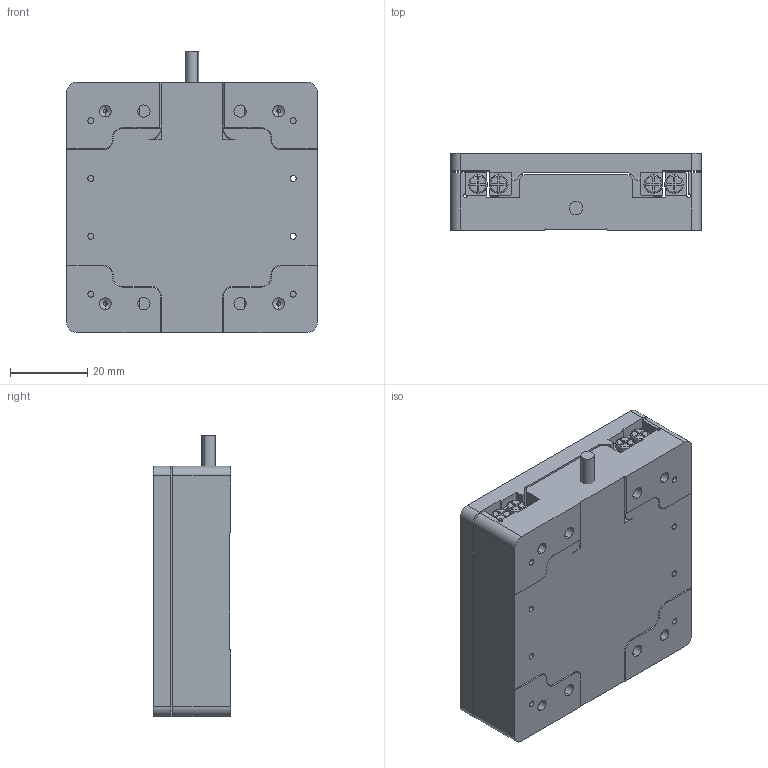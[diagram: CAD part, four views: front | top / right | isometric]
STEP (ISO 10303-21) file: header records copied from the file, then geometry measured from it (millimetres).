
FILE_DESCRIPTION (( 'STEP AP214' ), '1' );
FILE_NAME ('LS65x_Force_Ä£ÐÍ.STEP', '2025-07-16T08:48:33', ( '' ), ( '' ), 'SwSTEP 2.0', 'SolidWorks 2020', '' );
FILE_SCHEMA (( 'AUTOMOTIVE_DESIGN' ));
Length unit declared in the file: millimetre
Products named in the file (1): LS65x_Force_耀倰
Bounding box: 65 x 20 x 73 mm (x, y, z)
Volume: 78702.3 mm3; surface area: 32725.5 mm2
Topology: 7 solids, 7 shells, 543 faces, 1439 edges, 934 vertices
Faces by surface type: plane 296, cylinder 203, cone 28, torus 16
Entity records: 23138 total; most frequent: DIRECTION 3001, CARTESIAN_POINT 2925, ORIENTED_EDGE 2878, EDGE_CURVE 1439, AXIS2_PLACEMENT_3D 1020, VECTOR 961, LINE 961, VERTEX_POINT 934
